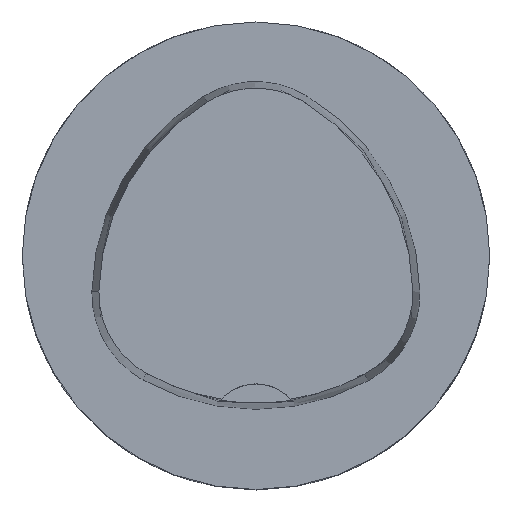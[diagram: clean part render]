
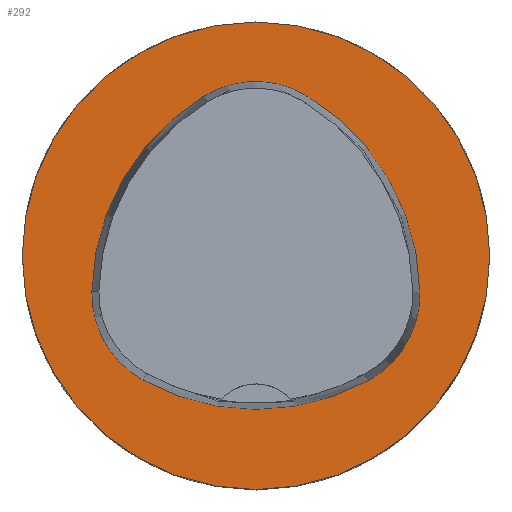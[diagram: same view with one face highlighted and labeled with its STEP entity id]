
A CAD part, top view. The second image highlights one B-rep face of the part: STEP entity #292.
In plain terms, the highlighted planar face has unit normal (0, 0, 1).
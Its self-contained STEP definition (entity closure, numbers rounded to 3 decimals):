
#292=ADVANCED_FACE('',(#659,#660),#363,.T.);
#363=PLANE('',#1763);
#659=FACE_BOUND('',#706,.T.);
#660=FACE_BOUND('',#707,.T.);
#706=EDGE_LOOP('',(#937,#938,#939,#940,#941,#942));
#707=EDGE_LOOP('',(#943));
#937=ORIENTED_EDGE('',*,*,#1469,.T.);
#938=ORIENTED_EDGE('',*,*,#1449,.T.);
#939=ORIENTED_EDGE('',*,*,#1453,.T.);
#940=ORIENTED_EDGE('',*,*,#1456,.T.);
#941=ORIENTED_EDGE('',*,*,#1459,.T.);
#942=ORIENTED_EDGE('',*,*,#1467,.T.);
#943=ORIENTED_EDGE('',*,*,#1472,.F.);
#1282=VERTEX_POINT('',#2585);
#1283=VERTEX_POINT('',#2586);
#1286=VERTEX_POINT('',#2594);
#1288=VERTEX_POINT('',#2600);
#1290=VERTEX_POINT('',#2606);
#1297=VERTEX_POINT('',#2627);
#1298=VERTEX_POINT('',#2637);
#1449=EDGE_CURVE('',#1282,#1283,#1601,.T.);
#1453=EDGE_CURVE('',#1283,#1286,#1603,.T.);
#1456=EDGE_CURVE('',#1286,#1288,#1605,.T.);
#1459=EDGE_CURVE('',#1288,#1290,#1607,.T.);
#1467=EDGE_CURVE('',#1290,#1297,#1611,.T.);
#1469=EDGE_CURVE('',#1297,#1282,#1613,.T.);
#1472=EDGE_CURVE('',#1298,#1298,#1616,.T.);
#1601=CIRCLE('',#1740,20.);
#1603=CIRCLE('',#1743,8.5);
#1605=CIRCLE('',#1746,20.);
#1607=CIRCLE('',#1749,8.5);
#1611=CIRCLE('',#1754,20.);
#1613=CIRCLE('',#1757,8.5);
#1616=CIRCLE('',#1762,20.);
#1740=AXIS2_PLACEMENT_3D('',#2584,#2017,#2018);
#1743=AXIS2_PLACEMENT_3D('',#2593,#2025,#2026);
#1746=AXIS2_PLACEMENT_3D('',#2599,#2032,#2033);
#1749=AXIS2_PLACEMENT_3D('',#2605,#2039,#2040);
#1754=AXIS2_PLACEMENT_3D('',#2628,#2051,#2052);
#1757=AXIS2_PLACEMENT_3D('',#2631,#2057,#2058);
#1762=AXIS2_PLACEMENT_3D('',#2636,#2067,#2068);
#1763=AXIS2_PLACEMENT_3D('',#2638,#2069,#2070);
#2017=DIRECTION('',(0.,0.,-1.));
#2018=DIRECTION('',(-1.,0.,0.));
#2025=DIRECTION('',(0.,0.,-1.));
#2026=DIRECTION('',(-1.,0.,0.));
#2032=DIRECTION('',(0.,0.,-1.));
#2033=DIRECTION('',(-1.,0.,0.));
#2039=DIRECTION('',(0.,0.,-1.));
#2040=DIRECTION('',(-1.,0.,0.));
#2051=DIRECTION('',(0.,0.,-1.));
#2052=DIRECTION('',(-1.,0.,0.));
#2057=DIRECTION('',(0.,0.,-1.));
#2058=DIRECTION('',(-1.,0.,0.));
#2067=DIRECTION('',(0.,0.,-1.));
#2068=DIRECTION('',(-1.,0.,0.));
#2069=DIRECTION('',(0.,0.,1.));
#2070=DIRECTION('',(1.,0.,0.));
#2584=CARTESIAN_POINT('',(5.955,-3.414,0.));
#2585=CARTESIAN_POINT('',(-14.041,-3.042,0.));
#2586=CARTESIAN_POINT('',(-4.472,13.653,0.));
#2593=CARTESIAN_POINT('',(-0.04,6.4,0.));
#2594=CARTESIAN_POINT('',(4.347,13.68,0.));
#2599=CARTESIAN_POINT('',(-5.976,-3.45,0.));
#2600=CARTESIAN_POINT('',(14.021,-3.075,0.));
#2605=CARTESIAN_POINT('',(5.522,-3.235,0.));
#2606=CARTESIAN_POINT('',(9.588,-10.699,0.));
#2627=CARTESIAN_POINT('',(-9.655,-10.639,0.));
#2628=CARTESIAN_POINT('',(0.022,6.864,0.));
#2631=CARTESIAN_POINT('',(-5.543,-3.2,0.));
#2636=CARTESIAN_POINT('',(0.,0.,0.));
#2637=CARTESIAN_POINT('',(-20.,0.,0.));
#2638=CARTESIAN_POINT('',(0.,0.,0.));
